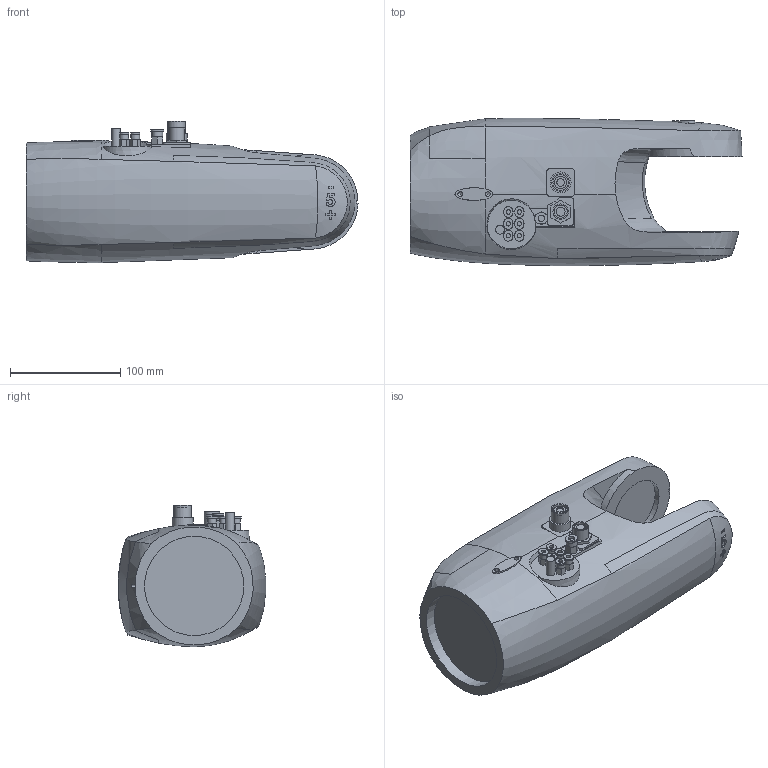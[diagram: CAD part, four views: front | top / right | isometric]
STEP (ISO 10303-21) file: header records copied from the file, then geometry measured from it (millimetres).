
FILE_DESCRIPTION(/* description */ (''),/* implementation_level */ '2;1');
FILE_NAME(/* name */ '实体13.stp',/* time_stamp */ '2020-04-16T14:52:37+08:00',/* author */ ('Administrator'),/* organization */ (''),/* preprocessor_version */ 'ST-DEVELOPER v16.13',/* originating_system */ 'Autodesk Inventor 2018',/* authorisation */ '');
FILE_SCHEMA (('AUTOMOTIVE_DESIGN { 1 0 10303 214 3 1 1 }'));
Length unit declared in the file: millimetre
Products named in the file (1): 实体13
Bounding box: 300.83 x 133.53 x 128 mm (x, y, z)
Volume: 2752813 mm3; surface area: 146501.2 mm2
Topology: 1 solids, 1 shells, 255 faces, 645 edges, 436 vertices
Faces by surface type: plane 157, cylinder 58, bspline 27, cone 8, sphere 5
Full cylindrical faces by diameter (mm): 4 x8, 4.2 x2, 6 x1, 7 x1, 7.8 x6, 8 x2, 9.8 x1, 11 x1, 12 x1, 14 x2, 16 x1, 19 x1, 58 x2, 90 x1
Entity records: 18019 total; most frequent: CARTESIAN_POINT 11909, ORIENTED_EDGE 1176, DIRECTION 1125, EDGE_CURVE 588, AXIS2_PLACEMENT_3D 420, VERTEX_POINT 414, EDGE_LOOP 334, LINE 285
